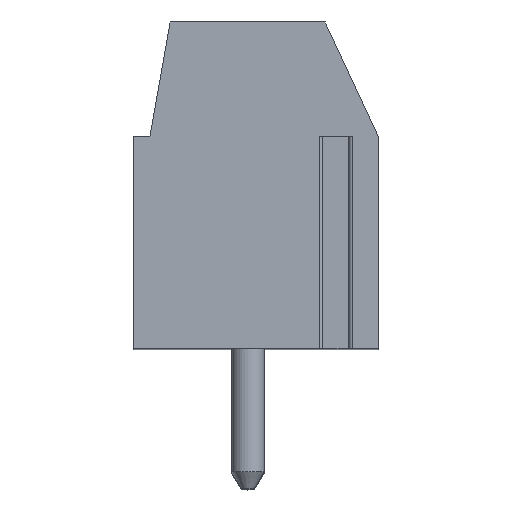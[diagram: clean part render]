
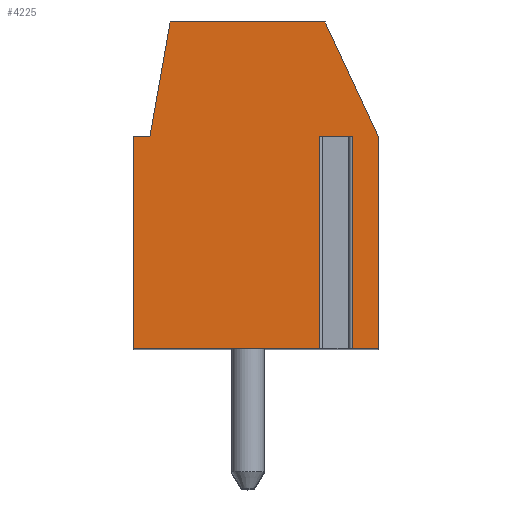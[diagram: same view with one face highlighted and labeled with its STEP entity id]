
A CAD part, top view. The second image highlights one B-rep face of the part: STEP entity #4225.
In plain terms, the highlighted planar face has unit normal (0, 0, 1).
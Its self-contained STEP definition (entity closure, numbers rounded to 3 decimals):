
#211=DIRECTION('',(-1.,0.,0.));
#212=VECTOR('',#211,0.996);
#213=CARTESIAN_POINT('',(2.948,1.5,22.5));
#214=LINE('',#213,#212);
#215=DIRECTION('',(0.,-1.,0.));
#216=VECTOR('',#215,6.5);
#217=CARTESIAN_POINT('',(1.952,1.5,22.5));
#218=LINE('',#217,#216);
#219=DIRECTION('',(1.,0.,0.));
#220=VECTOR('',#219,5.702);
#221=CARTESIAN_POINT('',(-3.75,-5.,22.5));
#222=LINE('',#221,#220);
#223=DIRECTION('',(0.,-1.,0.));
#224=VECTOR('',#223,6.5);
#225=CARTESIAN_POINT('',(-3.75,1.5,22.5));
#226=LINE('',#225,#224);
#227=DIRECTION('',(-1.,0.,0.));
#228=VECTOR('',#227,0.5);
#229=CARTESIAN_POINT('',(-3.25,1.5,22.5));
#230=LINE('',#229,#228);
#231=DIRECTION('',(-0.174,-0.985,0.));
#232=VECTOR('',#231,3.554);
#233=CARTESIAN_POINT('',(-2.633,5.,22.5));
#234=LINE('',#233,#232);
#235=DIRECTION('',(-1.,0.,0.));
#236=VECTOR('',#235,4.751);
#237=CARTESIAN_POINT('',(2.118,5.,22.5));
#238=LINE('',#237,#236);
#239=DIRECTION('',(-0.423,0.906,0.));
#240=VECTOR('',#239,3.862);
#241=CARTESIAN_POINT('',(3.75,1.5,22.5));
#242=LINE('',#241,#240);
#243=DIRECTION('',(0.,1.,0.));
#244=VECTOR('',#243,6.5);
#245=CARTESIAN_POINT('',(3.75,-5.,22.5));
#246=LINE('',#245,#244);
#247=DIRECTION('',(1.,0.,0.));
#248=VECTOR('',#247,0.802);
#249=CARTESIAN_POINT('',(2.948,-5.,22.5));
#250=LINE('',#249,#248);
#251=DIRECTION('',(0.,-1.,0.));
#252=VECTOR('',#251,6.5);
#253=CARTESIAN_POINT('',(2.948,1.5,22.5));
#254=LINE('',#253,#252);
#3199=CARTESIAN_POINT('',(3.75,-5.,22.5));
#3200=CARTESIAN_POINT('',(3.75,1.5,22.5));
#3201=VERTEX_POINT('',#3199);
#3202=VERTEX_POINT('',#3200);
#3203=CARTESIAN_POINT('',(2.118,5.,22.5));
#3204=VERTEX_POINT('',#3203);
#3205=CARTESIAN_POINT('',(-2.633,5.,22.5));
#3206=VERTEX_POINT('',#3205);
#3207=CARTESIAN_POINT('',(-3.25,1.5,22.5));
#3208=VERTEX_POINT('',#3207);
#3209=CARTESIAN_POINT('',(-3.75,1.5,22.5));
#3210=VERTEX_POINT('',#3209);
#3211=CARTESIAN_POINT('',(-3.75,-5.,22.5));
#3212=VERTEX_POINT('',#3211);
#3257=CARTESIAN_POINT('',(2.948,1.5,22.5));
#3258=CARTESIAN_POINT('',(1.952,1.5,22.5));
#3259=VERTEX_POINT('',#3257);
#3260=VERTEX_POINT('',#3258);
#3261=CARTESIAN_POINT('',(2.948,-5.,22.5));
#3262=VERTEX_POINT('',#3261);
#3263=CARTESIAN_POINT('',(1.952,-5.,22.5));
#3264=VERTEX_POINT('',#3263);
#4199=CARTESIAN_POINT('',(0.,0.,22.5));
#4200=DIRECTION('',(0.,0.,1.));
#4201=DIRECTION('',(1.,0.,0.));
#4202=AXIS2_PLACEMENT_3D('',#4199,#4200,#4201);
#4203=PLANE('',#4202);
#4205=ORIENTED_EDGE('',*,*,#4204,.T.);
#4207=ORIENTED_EDGE('',*,*,#4206,.T.);
#4208=ORIENTED_EDGE('',*,*,#4137,.F.);
#4210=ORIENTED_EDGE('',*,*,#4209,.F.);
#4212=ORIENTED_EDGE('',*,*,#4211,.F.);
#4214=ORIENTED_EDGE('',*,*,#4213,.F.);
#4216=ORIENTED_EDGE('',*,*,#4215,.F.);
#4218=ORIENTED_EDGE('',*,*,#4217,.F.);
#4220=ORIENTED_EDGE('',*,*,#4219,.F.);
#4221=ORIENTED_EDGE('',*,*,#4116,.F.);
#4222=ORIENTED_EDGE('',*,*,#4189,.F.);
#4223=EDGE_LOOP('',(#4205,#4207,#4208,#4210,#4212,#4214,#4216,#4218,#4220,#4221,
#4222));
#4224=FACE_OUTER_BOUND('',#4223,.F.);
#4116=EDGE_CURVE('',#3262,#3201,#250,.T.);
#4137=EDGE_CURVE('',#3212,#3264,#222,.T.);
#4189=EDGE_CURVE('',#3259,#3262,#254,.T.);
#4204=EDGE_CURVE('',#3259,#3260,#214,.T.);
#4206=EDGE_CURVE('',#3260,#3264,#218,.T.);
#4209=EDGE_CURVE('',#3210,#3212,#226,.T.);
#4211=EDGE_CURVE('',#3208,#3210,#230,.T.);
#4213=EDGE_CURVE('',#3206,#3208,#234,.T.);
#4215=EDGE_CURVE('',#3204,#3206,#238,.T.);
#4217=EDGE_CURVE('',#3202,#3204,#242,.T.);
#4219=EDGE_CURVE('',#3201,#3202,#246,.T.);
#4225=ADVANCED_FACE('',(#4224),#4203,.T.);
